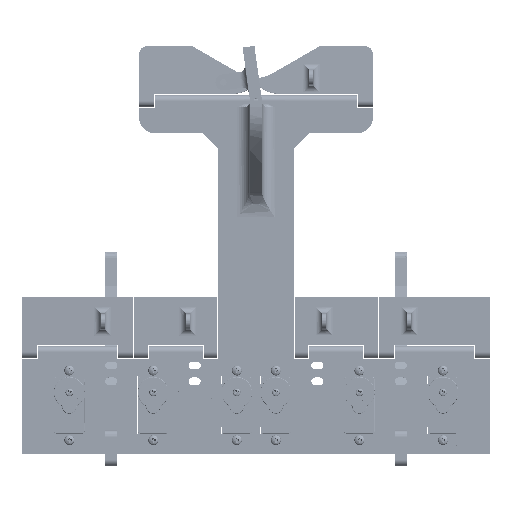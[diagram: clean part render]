
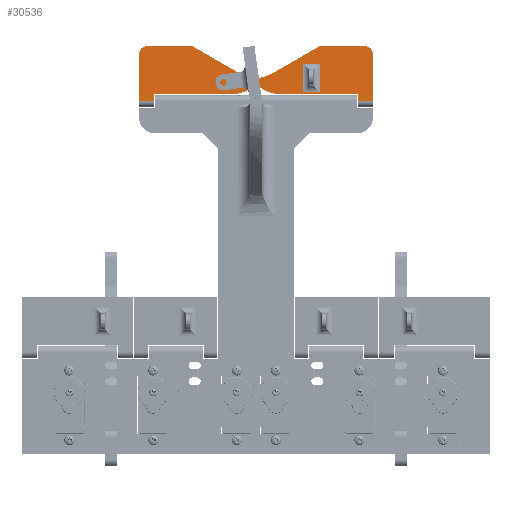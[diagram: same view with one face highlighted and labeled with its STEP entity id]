
A CAD part, top view. The second image highlights one B-rep face of the part: STEP entity #30536.
In plain terms, the highlighted face is planar.
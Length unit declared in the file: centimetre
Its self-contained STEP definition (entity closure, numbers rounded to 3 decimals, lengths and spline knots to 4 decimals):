
#4999=CIRCLE('',#32860,0.3175);
#5005=CIRCLE('',#32869,0.3175);
#5008=CIRCLE('',#32875,1.27);
#5009=CIRCLE('',#32878,1.27);
#5010=CIRCLE('',#32881,1.27);
#5011=CIRCLE('',#32883,0.3175);
#8251=VERTEX_POINT('',#56183);
#8252=VERTEX_POINT('',#56185);
#8254=VERTEX_POINT('',#56191);
#8270=VERTEX_POINT('',#56225);
#8271=VERTEX_POINT('',#56227);
#8272=VERTEX_POINT('',#56231);
#8274=VERTEX_POINT('',#56237);
#8275=VERTEX_POINT('',#56241);
#8276=VERTEX_POINT('',#56245);
#8277=VERTEX_POINT('',#56249);
#8278=VERTEX_POINT('',#56251);
#8279=VERTEX_POINT('',#56255);
#8280=VERTEX_POINT('',#56259);
#8281=VERTEX_POINT('',#56260);
#8282=VERTEX_POINT('',#56263);
#8283=VERTEX_POINT('',#56269);
#8284=VERTEX_POINT('',#56272);
#8285=VERTEX_POINT('',#56274);
#8286=VERTEX_POINT('',#56277);
#8287=VERTEX_POINT('',#56278);
#8288=VERTEX_POINT('',#56280);
#8289=VERTEX_POINT('',#56282);
#10699=VECTOR('',#38982,1.);
#10711=VECTOR('',#39012,1.);
#10712=VECTOR('',#39016,1.);
#10716=VECTOR('',#39025,1.);
#10720=VECTOR('',#39034,1.);
#10724=VECTOR('',#39047,1.);
#10725=VECTOR('',#39048,1.);
#10726=VECTOR('',#39049,1.);
#10727=VECTOR('',#39050,1.);
#10728=VECTOR('',#39051,1.);
#10729=VECTOR('',#39052,1.);
#10730=VECTOR('',#39053,1.);
#10731=VECTOR('',#39054,1.);
#10732=VECTOR('',#39055,1.);
#13139=LINE('',#56192,#10699);
#13151=LINE('',#56232,#10711);
#13152=LINE('',#56236,#10712);
#13156=LINE('',#56246,#10716);
#13160=LINE('',#56256,#10720);
#13164=LINE('',#56268,#10724);
#13165=LINE('',#56270,#10725);
#13166=LINE('',#56271,#10726);
#13167=LINE('',#56273,#10727);
#13168=LINE('',#56275,#10728);
#13169=LINE('',#56276,#10729);
#13170=LINE('',#56279,#10730);
#13171=LINE('',#56281,#10731);
#13172=LINE('',#56283,#10732);
#17208=EDGE_CURVE('',#8251,#8252,#4999,.T.);
#17212=EDGE_CURVE('',#8251,#8254,#13139,.T.);
#17230=EDGE_CURVE('',#8270,#8271,#5005,.T.);
#17233=EDGE_CURVE('',#8272,#8270,#13151,.T.);
#17235=EDGE_CURVE('',#8274,#8254,#13152,.T.);
#17238=EDGE_CURVE('',#8274,#8275,#5008,.T.);
#17240=EDGE_CURVE('',#8276,#8275,#13156,.T.);
#17241=EDGE_CURVE('',#8276,#8271,#13139,.T.);
#17243=EDGE_CURVE('',#8277,#8278,#5009,.T.);
#17246=EDGE_CURVE('',#8279,#8277,#13160,.T.);
#17247=EDGE_CURVE('',#8280,#8281,#5010,.T.);
#17250=EDGE_CURVE('',#8281,#8282,#13160,.T.);
#17252=EDGE_CURVE('',#8280,#8278,#5011,.T.);
#17253=EDGE_CURVE('',#8283,#8272,#13164,.T.);
#17254=EDGE_CURVE('',#8282,#8283,#13165,.T.);
#17255=EDGE_CURVE('',#8279,#8284,#13166,.T.);
#17256=EDGE_CURVE('',#8285,#8284,#13167,.T.);
#17257=EDGE_CURVE('',#8285,#8252,#13168,.T.);
#17258=EDGE_CURVE('',#8286,#8287,#13169,.T.);
#17259=EDGE_CURVE('',#8288,#8286,#13170,.T.);
#17260=EDGE_CURVE('',#8289,#8288,#13171,.T.);
#17261=EDGE_CURVE('',#8287,#8289,#13172,.T.);
#25295=ORIENTED_EDGE('',*,*,#17208,.F.);
#25296=ORIENTED_EDGE('',*,*,#17212,.T.);
#25297=ORIENTED_EDGE('',*,*,#17235,.F.);
#25298=ORIENTED_EDGE('',*,*,#17238,.T.);
#25299=ORIENTED_EDGE('',*,*,#17240,.F.);
#25300=ORIENTED_EDGE('',*,*,#17241,.T.);
#25301=ORIENTED_EDGE('',*,*,#17230,.F.);
#25302=ORIENTED_EDGE('',*,*,#17233,.F.);
#25303=ORIENTED_EDGE('',*,*,#17253,.F.);
#25304=ORIENTED_EDGE('',*,*,#17254,.F.);
#25305=ORIENTED_EDGE('',*,*,#17250,.F.);
#25306=ORIENTED_EDGE('',*,*,#17247,.F.);
#25307=ORIENTED_EDGE('',*,*,#17252,.T.);
#25308=ORIENTED_EDGE('',*,*,#17243,.F.);
#25309=ORIENTED_EDGE('',*,*,#17246,.F.);
#25310=ORIENTED_EDGE('',*,*,#17255,.T.);
#25311=ORIENTED_EDGE('',*,*,#17256,.F.);
#25312=ORIENTED_EDGE('',*,*,#17257,.T.);
#25313=ORIENTED_EDGE('',*,*,#17258,.F.);
#25314=ORIENTED_EDGE('',*,*,#17259,.F.);
#25315=ORIENTED_EDGE('',*,*,#17260,.F.);
#25316=ORIENTED_EDGE('',*,*,#17261,.F.);
#27444=EDGE_LOOP('',(#25295,#25296,#25297,#25298,#25299,#25300,#25301,#25302,
#25303,#25304,#25305,#25306,#25307,#25308,#25309,#25310,#25311,#25312));
#27445=EDGE_LOOP('',(#25313,#25314,#25315,#25316));
#29101=FACE_BOUND('',#27444,.T.);
#29102=FACE_BOUND('',#27445,.T.);
#30536=ADVANCED_FACE('',(#29101,#29102),#58246,.F.);
#32860=AXIS2_PLACEMENT_3D('',#56184,#38976,#38977);
#32869=AXIS2_PLACEMENT_3D('',#56226,#39006,#39007);
#32875=AXIS2_PLACEMENT_3D('',#56242,#39021,#39022);
#32878=AXIS2_PLACEMENT_3D('',#56250,#39029,#39030);
#32881=AXIS2_PLACEMENT_3D('',#56258,#39037,#39038);
#32883=AXIS2_PLACEMENT_3D('',#56266,#39044,#39045);
#32884=AXIS2_PLACEMENT_3D('',#56267,#39046,$);
#38976=DIRECTION('',(0.,0.,1.));
#38977=DIRECTION('',(-0.225,0.225,0.));
#38982=DIRECTION('',(1.,0.,0.));
#39006=DIRECTION('',(0.,0.,1.));
#39007=DIRECTION('',(0.225,0.225,0.));
#39012=DIRECTION('',(0.,1.,0.));
#39016=DIRECTION('',(-0.866,0.5,0.));
#39021=DIRECTION('',(0.,0.,1.));
#39022=DIRECTION('',(-1.27,0.,0.));
#39025=DIRECTION('',(-0.866,-0.5,0.));
#39029=DIRECTION('',(0.,0.,1.));
#39030=DIRECTION('',(0.402,-1.205,0.));
#39034=DIRECTION('',(1.,0.,0.));
#39037=DIRECTION('',(0.,0.,1.));
#39038=DIRECTION('',(-0.402,-1.205,0.));
#39044=DIRECTION('',(0.,0.,1.));
#39045=DIRECTION('',(-0.318,0.,0.));
#39046=DIRECTION('',(0.,0.,1.));
#39047=DIRECTION('',(1.,0.,0.));
#39048=DIRECTION('',(0.,-1.,0.));
#39049=DIRECTION('',(0.,-1.,0.));
#39050=DIRECTION('',(1.,0.,0.));
#39051=DIRECTION('',(0.,1.,0.));
#39052=DIRECTION('',(-1.,0.,0.));
#39053=DIRECTION('',(0.,-1.,0.));
#39054=DIRECTION('',(1.,0.,0.));
#39055=DIRECTION('',(0.,1.,0.));
#56183=CARTESIAN_POINT('',(-4.3575,1.905,0.));
#56184=CARTESIAN_POINT('',(-4.3575,1.5875,0.));
#56185=CARTESIAN_POINT('',(-4.675,1.5875,0.));
#56191=CARTESIAN_POINT('',(-2.54,1.905,0.));
#56192=CARTESIAN_POINT('',(-4.675,1.905,0.));
#56225=CARTESIAN_POINT('',(4.675,1.5875,0.));
#56226=CARTESIAN_POINT('',(4.3575,1.5875,0.));
#56227=CARTESIAN_POINT('',(4.3575,1.905,0.));
#56231=CARTESIAN_POINT('',(4.675,-0.2778,0.));
#56232=CARTESIAN_POINT('',(4.675,-0.5159,0.));
#56236=CARTESIAN_POINT('',(-1.8135,1.4855,0.));
#56237=CARTESIAN_POINT('',(-0.635,0.8051,0.));
#56241=CARTESIAN_POINT('',(0.635,0.8051,0.));
#56242=CARTESIAN_POINT('',(0.,1.905,0.));
#56245=CARTESIAN_POINT('',(2.54,1.905,0.));
#56246=CARTESIAN_POINT('',(-0.0509,0.4091,0.));
#56249=CARTESIAN_POINT('',(-0.9525,0.,0.));
#56250=CARTESIAN_POINT('',(-0.9525,1.27,0.));
#56251=CARTESIAN_POINT('',(-0.1905,0.254,0.));
#56255=CARTESIAN_POINT('',(-4.0797,0.,0.));
#56256=CARTESIAN_POINT('',(0.,0.,0.));
#56258=CARTESIAN_POINT('',(0.9525,1.27,0.));
#56259=CARTESIAN_POINT('',(0.1905,0.254,0.));
#56260=CARTESIAN_POINT('',(0.9525,0.,0.));
#56263=CARTESIAN_POINT('',(4.0797,0.,0.));
#56266=CARTESIAN_POINT('',(0.,0.,0.));
#56267=CARTESIAN_POINT('',(-2.4858,0.8428,0.));
#56268=CARTESIAN_POINT('',(0.9458,-0.2778,0.));
#56269=CARTESIAN_POINT('',(4.0797,-0.2778,0.));
#56270=CARTESIAN_POINT('',(4.0797,0.,0.));
#56271=CARTESIAN_POINT('',(-4.0797,0.,0.));
#56272=CARTESIAN_POINT('',(-4.0797,-0.2778,0.));
#56273=CARTESIAN_POINT('',(-3.4316,-0.2778,0.));
#56274=CARTESIAN_POINT('',(-4.675,-0.2778,0.));
#56275=CARTESIAN_POINT('',(-4.675,-0.5159,0.));
#56276=CARTESIAN_POINT('',(-2.3501,0.0635,0.));
#56277=CARTESIAN_POINT('',(-1.881,0.0635,0.));
#56278=CARTESIAN_POINT('',(-2.5478,0.0635,0.));
#56279=CARTESIAN_POINT('',(-1.881,0.7389,0.));
#56280=CARTESIAN_POINT('',(-1.881,1.2065,0.));
#56281=CARTESIAN_POINT('',(-2.3501,1.2065,0.));
#56282=CARTESIAN_POINT('',(-2.5478,1.2065,0.));
#56283=CARTESIAN_POINT('',(-2.5478,0.7389,0.));
#58246=PLANE('',#32884);
